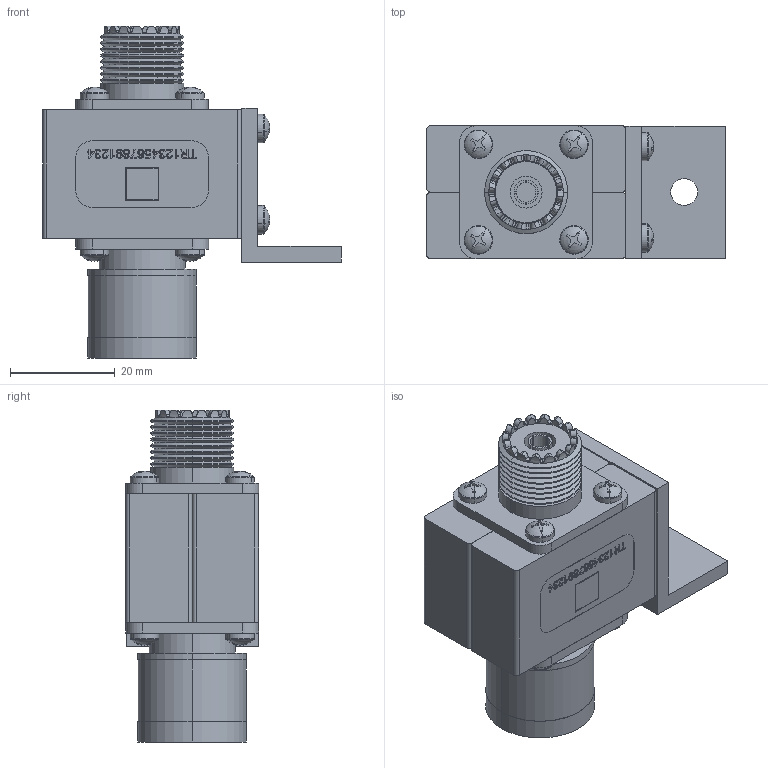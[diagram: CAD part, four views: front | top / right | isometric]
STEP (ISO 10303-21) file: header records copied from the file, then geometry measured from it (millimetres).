
FILE_DESCRIPTION (( 'STEP AP214' ), '1' );
FILE_NAME ('IS-B50LU-C0-MA.STEP', '2019-07-30T21:23:57', ( '' ), ( '' ), 'SwSTEP 2.0', 'SolidWorks 2019', '' );
FILE_SCHEMA (( 'AUTOMOTIVE_DESIGN' ));
Length unit declared in the file: inch
Products named in the file (13): 9030-0085; Solder_2600-166; 5100-0002; 7020-0478; 2022-2100; 5330-001; 9040-0577; 2003-1052-3; 2021-2100; 5210-0002; 2021-2100-02; 1081-0251-05; IS-B50LU-C0-MA
Assembly tree (22 placements, depth 4):
  Solder_2600-166
  IS-B50LU-C0-MA
    9030-0085
      5330-001
    5100-0002
    5210-0002
    1081-0251-05  x12
    2022-2100
    2003-1052-3
    9040-0577
      2021-2100-02
        2021-2100
    7020-0478
Bounding box: 57.15 x 25.58 x 63.5 mm (x, y, z)
Volume: 30251.7 mm3; surface area: 23244.4 mm2
Topology: 19 solids, 19 shells, 3280 faces, 8116 edges, 5041 vertices
Faces by surface type: plane 1267, cone 692, cylinder 690, bspline 581, torus 50
Entity records: 114986 total; most frequent: CARTESIAN_POINT 45629, ORIENTED_EDGE 11132, DIRECTION 7985, EDGE_CURVE 5566, VERTEX_POINT 3644, LINE 3589, VECTOR 3589, EDGE_LOOP 2320
